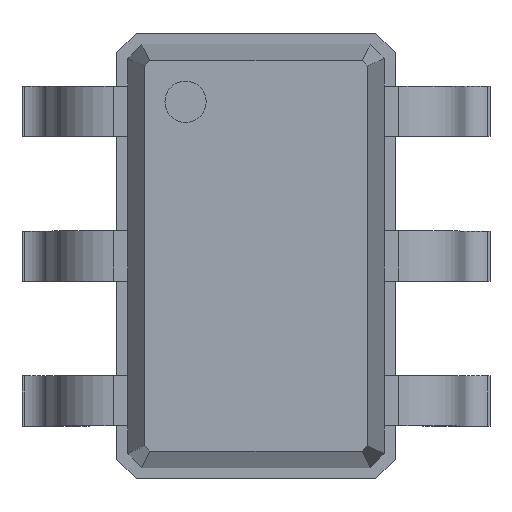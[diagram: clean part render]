
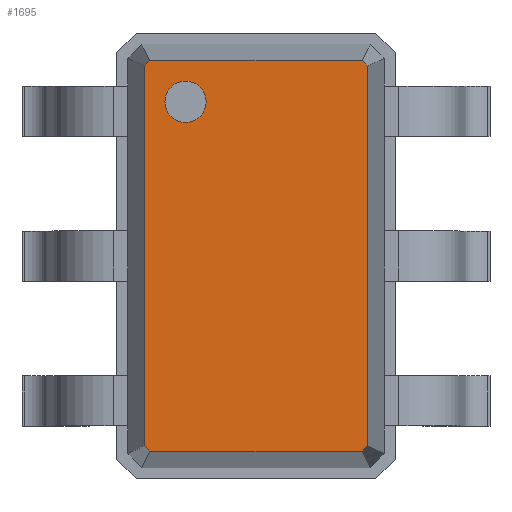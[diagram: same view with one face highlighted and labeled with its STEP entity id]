
A CAD part, top view. The second image highlights one B-rep face of the part: STEP entity #1695.
In plain terms, the highlighted planar face has unit normal (0, 0, 1).
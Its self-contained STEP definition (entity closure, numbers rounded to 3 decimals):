
#13=DIRECTION('',(0.,0.,1.));
#14=DIRECTION('',(1.,0.,-0.));
#27=VECTOR('',#28,1.);
#28=DIRECTION('',(0.707,0.707,0.));
#51=VECTOR('',#52,1.);
#52=DIRECTION('',(1.,0.,0.));
#58=VECTOR('',#59,1.);
#59=DIRECTION('',(0.707,-0.707,0.));
#65=VECTOR('',#66,1.);
#66=DIRECTION('',(0.,-1.,0.));
#72=VECTOR('',#73,1.);
#73=DIRECTION('',(-0.707,-0.707,0.));
#79=VECTOR('',#80,1.);
#80=DIRECTION('',(-1.,0.,0.));
#86=VECTOR('',#87,1.);
#87=DIRECTION('',(-0.707,0.707,0.));
#91=VECTOR('',#92,1.);
#92=DIRECTION('',(0.,1.,0.));
#95=DIRECTION('',(-0.,0.,1.));
#701=VERTEX_POINT('',#702);
#702=CARTESIAN_POINT('',(-0.501,0.851,1.1));
#704=ORIENTED_EDGE('',*,*,#705,.F.);
#705=EDGE_CURVE('',#706,#701,#708,.T.);
#706=VERTEX_POINT('',#707);
#707=CARTESIAN_POINT('',(-0.501,-0.851,1.1));
#708=LINE('',#707,#91);
#719=VERTEX_POINT('',#720);
#720=CARTESIAN_POINT('',(-0.476,0.876,1.1));
#722=ORIENTED_EDGE('',*,*,#723,.F.);
#723=EDGE_CURVE('',#701,#719,#724,.T.);
#724=LINE('',#702,#27);
#733=VERTEX_POINT('',#734);
#734=CARTESIAN_POINT('',(0.476,0.876,1.1));
#736=ORIENTED_EDGE('',*,*,#737,.F.);
#737=EDGE_CURVE('',#719,#733,#738,.T.);
#738=LINE('',#720,#51);
#747=VERTEX_POINT('',#748);
#748=CARTESIAN_POINT('',(0.501,0.851,1.1));
#750=ORIENTED_EDGE('',*,*,#751,.F.);
#751=EDGE_CURVE('',#733,#747,#752,.T.);
#752=LINE('',#734,#58);
#785=VERTEX_POINT('',#786);
#786=CARTESIAN_POINT('',(0.501,-0.851,1.1));
#788=ORIENTED_EDGE('',*,*,#789,.F.);
#789=EDGE_CURVE('',#747,#785,#790,.T.);
#790=LINE('',#748,#65);
#1695=ADVANCED_FACE('',(#1696,#1711),#1720,.T.);
#1696=FACE_BOUND('',#1697,.T.);
#1697=EDGE_LOOP('',(#722,#704,#1698,#1703,#1708,#788,#750,#736));
#1698=ORIENTED_EDGE('',*,*,#1699,.F.);
#1699=EDGE_CURVE('',#1700,#706,#1702,.T.);
#1700=VERTEX_POINT('',#1701);
#1701=CARTESIAN_POINT('',(-0.476,-0.876,1.1));
#1702=LINE('',#1701,#86);
#1703=ORIENTED_EDGE('',*,*,#1704,.F.);
#1704=EDGE_CURVE('',#1705,#1700,#1707,.T.);
#1705=VERTEX_POINT('',#1706);
#1706=CARTESIAN_POINT('',(0.476,-0.876,1.1));
#1707=LINE('',#1706,#79);
#1708=ORIENTED_EDGE('',*,*,#1709,.F.);
#1709=EDGE_CURVE('',#785,#1705,#1710,.T.);
#1710=LINE('',#786,#72);
#1711=FACE_BOUND('',#1712,.T.);
#1712=EDGE_LOOP('',(#1713));
#1713=ORIENTED_EDGE('',*,*,#1714,.F.);
#1714=EDGE_CURVE('',#1715,#1715,#1717,.T.);
#1715=VERTEX_POINT('',#1716);
#1716=CARTESIAN_POINT('',(-0.223,0.691,1.1));
#1717=CIRCLE('',#1718,0.093);
#1718=AXIS2_PLACEMENT_3D('',#1719,#13,#14);
#1719=CARTESIAN_POINT('',(-0.316,0.691,1.1));
#1720=PLANE('',#1721);
#1721=AXIS2_PLACEMENT_3D('',#702,#95,#1722);
#1722=DIRECTION('',(0.492,-0.87,0.));
